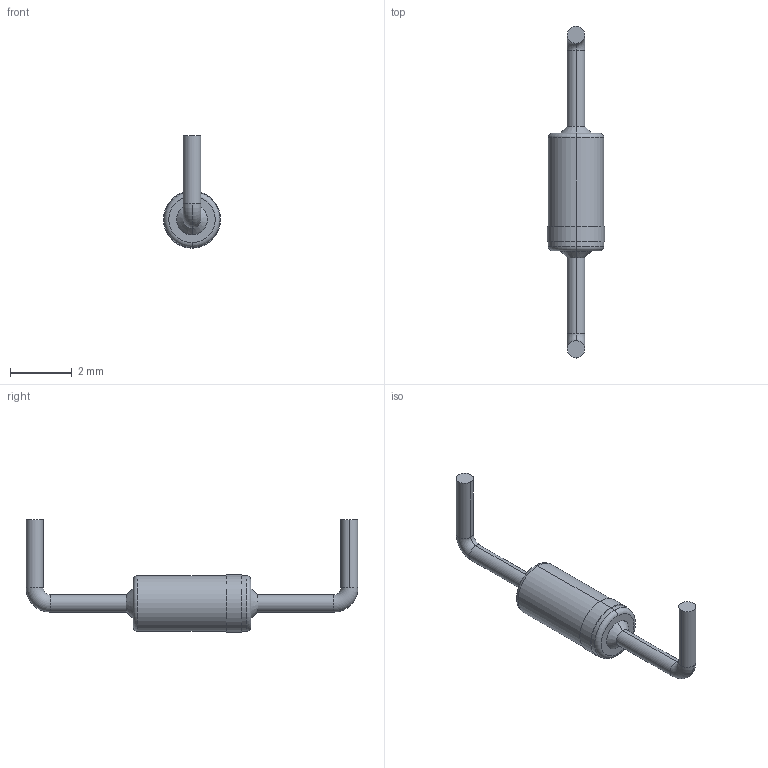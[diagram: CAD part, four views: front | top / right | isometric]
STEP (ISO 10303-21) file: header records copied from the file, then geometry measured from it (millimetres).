
FILE_DESCRIPTION (( 'STEP AP214' ), '1' );
FILE_NAME ('diodo zener DO-41.STEP', '2024-08-23T17:28:54', ( '' ), ( '' ), 'SwSTEP 2.0', 'SolidWorks 2021', '' );
FILE_SCHEMA (( 'AUTOMOTIVE_DESIGN' ));
Length unit declared in the file: millimetre
Products named in the file (1): diodo zener DO-41
Bounding box: 1.85 x 10.72 x 3.62 mm (x, y, z)
Volume: 12.7 mm3; surface area: 54.8 mm2
Topology: 4 solids, 4 shells, 38 faces, 72 edges, 42 vertices
Faces by surface type: cylinder 18, torus 8, plane 8, cone 4
Entity records: 1126 total; most frequent: DIRECTION 200, CARTESIAN_POINT 153, ORIENTED_EDGE 144, AXIS2_PLACEMENT_3D 89, EDGE_CURVE 72, CIRCLE 50, VERTEX_POINT 42, EDGE_LOOP 40
